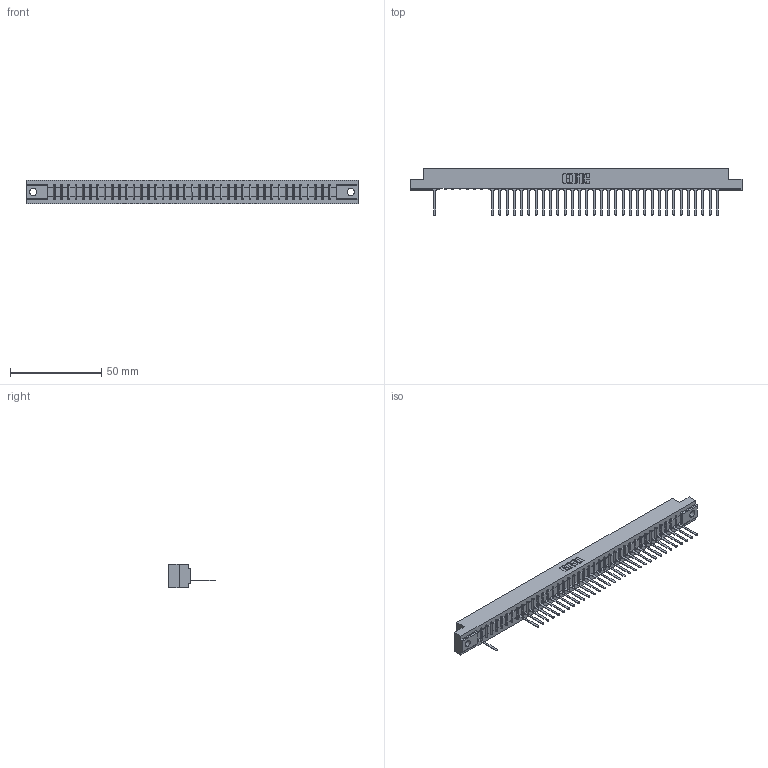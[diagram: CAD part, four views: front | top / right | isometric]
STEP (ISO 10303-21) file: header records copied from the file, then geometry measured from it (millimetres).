
FILE_DESCRIPTION (( 'STEP AP203' ), '1' );
FILE_NAME ('307-040-547-104.STEP', '2018-08-05T13:50:01', ( '' ), ( '' ), 'SwSTEP 2.0', 'SolidWorks 2016', '' );
FILE_SCHEMA (( 'CONFIG_CONTROL_DESIGN' ));
Length unit declared in the file: inch
Products named in the file (3): 307 Part_.156 Dia Mounting Holes; 307-290-001_547; 307-040-547-104
Assembly tree (34 placements, depth 2):
  307-040-547-104
    307 Part_.156 Dia Mounting Holes
    307-290-001_547  x33
Bounding box: 181.51 x 25.43 x 12.7 mm (x, y, z)
Volume: 18700.2 mm3; surface area: 19408.2 mm2
Topology: 34 solids, 34 shells, 2161 faces, 6153 edges, 3946 vertices
Faces by surface type: plane 1389, cylinder 690, sphere 82
Entity records: 34700 total; most frequent: CARTESIAN_POINT 5879, ORIENTED_EDGE 5870, DIRECTION 5703, EDGE_CURVE 2935, LINE 2259, VECTOR 2259, VERTEX_POINT 1898, AXIS2_PLACEMENT_3D 1722
